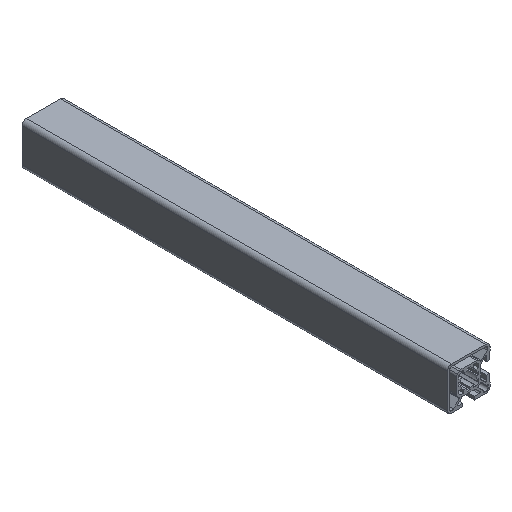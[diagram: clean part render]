
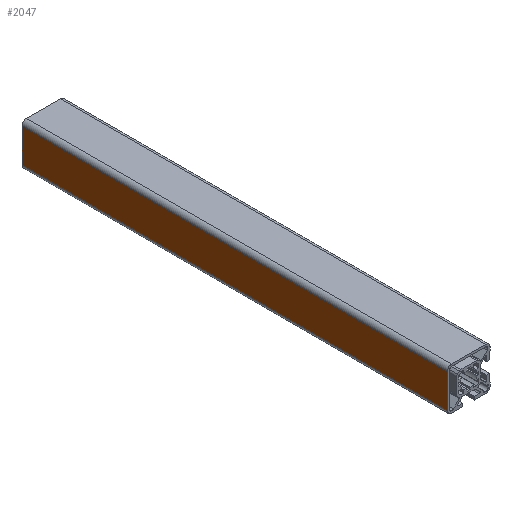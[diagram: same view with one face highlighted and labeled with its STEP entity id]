
A CAD part, isometric view. The second image highlights one B-rep face of the part: STEP entity #2047.
In plain terms, the highlighted face is planar.
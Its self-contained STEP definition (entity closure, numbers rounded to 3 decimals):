
#17 = ORIENTED_EDGE ( 'NONE', *, *, #2193, .T. ) ;
#35 = ORIENTED_EDGE ( 'NONE', *, *, #2146, .F. ) ;
#80 = ORIENTED_EDGE ( 'NONE', *, *, #2143, .T. ) ;
#100 = ORIENTED_EDGE ( 'NONE', *, *, #2166, .F. ) ;
#713 = VERTEX_POINT ( 'NONE', #2467 ) ;
#726 = VERTEX_POINT ( 'NONE', #2484 ) ;
#747 = VERTEX_POINT ( 'NONE', #2495 ) ;
#838 = VERTEX_POINT ( 'NONE', #2603 ) ;
#948 = EDGE_LOOP ( 'NONE', ( #35, #100, #17, #80 ) ) ;
#1140 = AXIS2_PLACEMENT_3D ( 'NONE', #1848, #1849, #1839 ) ;
#1261 = VECTOR ( 'NONE', #3587, 1000. ) ;
#1272 = VECTOR ( 'NONE', #3593, 1000. ) ;
#1295 = VECTOR ( 'NONE', #3554, 1000. ) ;
#1337 = VECTOR ( 'NONE', #3432, 1000. ) ;
#1839 = DIRECTION ( 'NONE',  ( 0., 1., 0. ) ) ;
#1841 = PLANE ( 'NONE',  #1140 ) ;
#1847 = FACE_OUTER_BOUND ( 'NONE', #948, .T. ) ;
#1848 = CARTESIAN_POINT ( 'NONE',  ( 15., -12., -300. ) ) ;
#1849 = DIRECTION ( 'NONE',  ( 1., 0., 0. ) ) ;
#2047 = ADVANCED_FACE ( 'PLANAR_10', ( #1847 ), #1841, .T. ) ;
#2143 = EDGE_CURVE ( 'NONE', #747, #713, #3588, .T. ) ;
#2146 = EDGE_CURVE ( 'NONE', #726, #713, #3596, .T. ) ;
#2166 = EDGE_CURVE ( 'NONE', #838, #726, #3662, .T. ) ;
#2193 = EDGE_CURVE ( 'NONE', #838, #747, #3434, .T. ) ;
#2467 = CARTESIAN_POINT ( 'NONE',  ( 15., 12., 0. ) ) ;
#2484 = CARTESIAN_POINT ( 'NONE',  ( 15., -12., 0. ) ) ;
#2495 = CARTESIAN_POINT ( 'NONE',  ( 15., 12., -300. ) ) ;
#2603 = CARTESIAN_POINT ( 'NONE',  ( 15., -12., -300. ) ) ;
#3427 = CARTESIAN_POINT ( 'NONE',  ( 15., -12., -300. ) ) ;
#3432 = DIRECTION ( 'NONE',  ( 0., 1., 0. ) ) ;
#3434 = LINE ( 'NONE', #3427, #1337 ) ;
#3539 = CARTESIAN_POINT ( 'NONE',  ( 15., -12., -300. ) ) ;
#3554 = DIRECTION ( 'NONE',  ( 0., 0., 1. ) ) ;
#3584 = CARTESIAN_POINT ( 'NONE',  ( 15., 12., -300. ) ) ;
#3587 = DIRECTION ( 'NONE',  ( 0., 0., 1. ) ) ;
#3588 = LINE ( 'NONE', #3584, #1261 ) ;
#3593 = DIRECTION ( 'NONE',  ( 0., 1., 0. ) ) ;
#3596 = LINE ( 'NONE', #3600, #1272 ) ;
#3600 = CARTESIAN_POINT ( 'NONE',  ( 15., -12., 0. ) ) ;
#3662 = LINE ( 'NONE', #3539, #1295 ) ;
